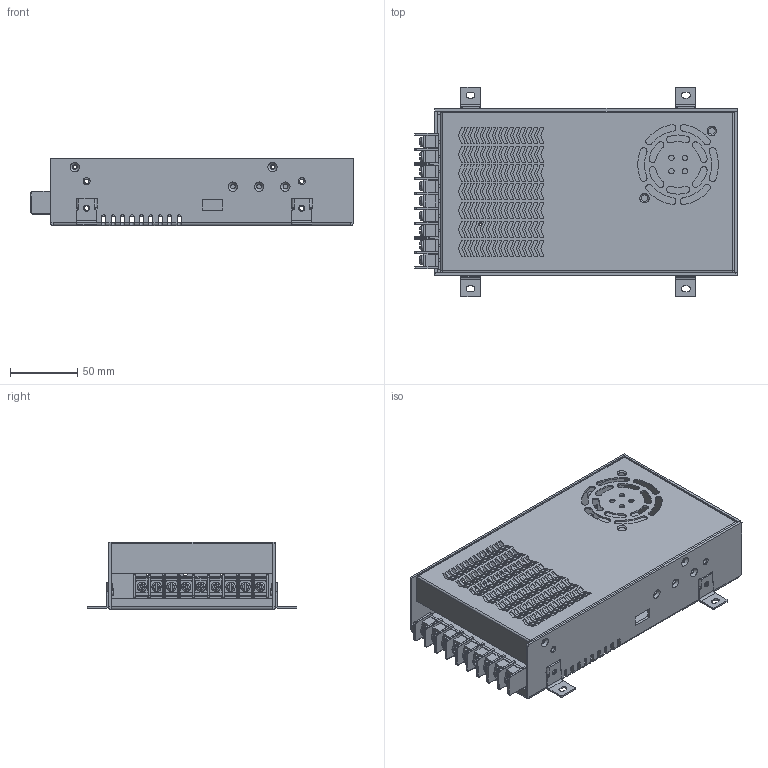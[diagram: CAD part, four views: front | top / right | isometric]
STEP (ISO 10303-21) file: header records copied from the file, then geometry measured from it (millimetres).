
FILE_DESCRIPTION(/* description */ (''),/* implementation_level */ '2;1');
FILE_NAME(/* name */ 'MDS-450W.stp',/* time_stamp */ '2023-07-21T17:03:37+08:00',/* author */ (''),/* organization */ (''),/* preprocessor_version */ 'ST-DEVELOPER v19.3',/* originating_system */ 'SIEMENS PLM Software NX2212.3001',/* authorisation */ '');
FILE_SCHEMA (('AUTOMOTIVE_DESIGN { 1 0 10303 214 3 1 1 1 }'));
Products named in the file (7): C01M1DYPJ100020; A01J1DZP0000006; MPS-450W-A01P01; 铆钉; A04WJJSK0000020; A04WJJSK0000021; MDS-450W
Assembly tree (13 placements, depth 2):
  MDS-450W
    A04WJJSK0000021
    A04WJJSK0000020
    铆钉  x5
    MPS-450W-A01P01
    A01J1DZP0000006
    C01M1DYPJ100020  x4
Bounding box: 239.79 x 156 x 50 mm (x, y, z)
Volume: 203746.2 mm3; surface area: 244109.8 mm2
Topology: 13 solids, 13 shells, 1901 faces, 5379 edges, 3533 vertices
Faces by surface type: plane 1270, cylinder 533, torus 70, cone 24, bspline 3, extrusion 1
Full cylindrical faces by diameter (mm): 2.5 x7, 2.6 x4, 3.3 x12, 3.4 x13, 3.6 x4, 3.7 x2, 4 x10, 4.3 x2, 4.6 x4, 4.8 x10, 5 x2, 5.3 x12
Entity records: 57249 total; most frequent: CARTESIAN_POINT 12527, ORIENTED_EDGE 9624, DIRECTION 8357, EDGE_CURVE 4812, VERTEX_POINT 3216, VECTOR 3121, LINE 3120, AXIS2_PLACEMENT_3D 2618
